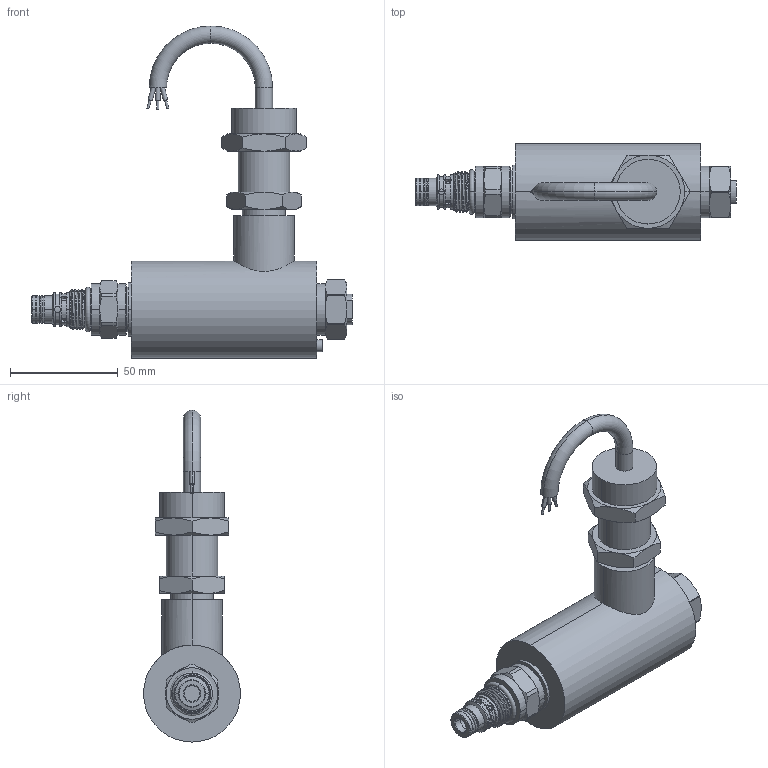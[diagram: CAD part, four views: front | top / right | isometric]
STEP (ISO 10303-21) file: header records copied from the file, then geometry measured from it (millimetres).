
FILE_DESCRIPTION (( 'STEP AP203' ), '1' );
FILE_NAME ('EP08W2E.STEP', '2020-04-08T05:14:31', ( '' ), ( '' ), 'SwSTEP 2.0', 'SolidWorks 2018', '' );
FILE_SCHEMA (( 'CONFIG_CONTROL_DESIGN' ));
Length unit declared in the file: millimetre
Products named in the file (1): EP08W2E
Bounding box: 148.8 x 45 x 154.07 mm (x, y, z)
Volume: 207551.2 mm3; surface area: 31804.9 mm2
Topology: 3 solids, 3 shells, 267 faces, 649 edges, 410 vertices
Faces by surface type: cylinder 118, plane 78, cone 58, torus 12, bspline 1
Entity records: 10637 total; most frequent: CARTESIAN_POINT 4447, ORIENTED_EDGE 1298, DIRECTION 1264, EDGE_CURVE 649, AXIS2_PLACEMENT_3D 530, VERTEX_POINT 410, EDGE_LOOP 293, ADVANCED_FACE 267
